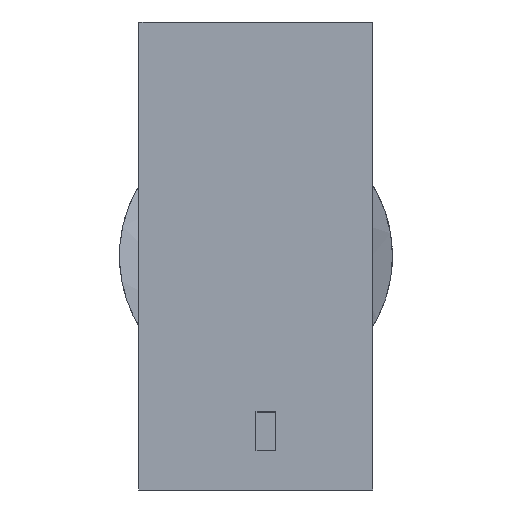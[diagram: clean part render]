
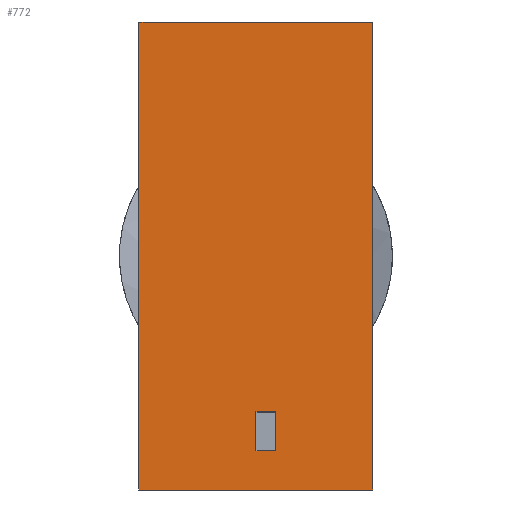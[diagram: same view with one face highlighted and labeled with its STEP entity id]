
A CAD part, front view. The second image highlights one B-rep face of the part: STEP entity #772.
In plain terms, the highlighted planar face has unit normal (0, -1, 0).
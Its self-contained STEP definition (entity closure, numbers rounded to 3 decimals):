
#116=FACE_BOUND('',#172,.T.);
#126=FACE_OUTER_BOUND('',#171,.T.);
#171=EDGE_LOOP('',(#561,#562,#563,#564));
#172=EDGE_LOOP('',(#565,#566,#567,#568));
#207=LINE('',#1113,#272);
#211=LINE('',#1121,#276);
#214=LINE('',#1127,#279);
#217=LINE('',#1132,#282);
#219=LINE('',#1137,#284);
#223=LINE('',#1145,#288);
#226=LINE('',#1151,#291);
#229=LINE('',#1156,#294);
#272=VECTOR('',#943,10.);
#276=VECTOR('',#949,10.);
#279=VECTOR('',#954,10.);
#282=VECTOR('',#959,10.);
#284=VECTOR('',#963,10.);
#288=VECTOR('',#969,10.);
#291=VECTOR('',#974,10.);
#294=VECTOR('',#979,10.);
#337=VERTEX_POINT('',#1111);
#338=VERTEX_POINT('',#1112);
#341=VERTEX_POINT('',#1120);
#343=VERTEX_POINT('',#1126);
#345=VERTEX_POINT('',#1135);
#346=VERTEX_POINT('',#1136);
#349=VERTEX_POINT('',#1144);
#351=VERTEX_POINT('',#1150);
#410=EDGE_CURVE('',#337,#338,#207,.T.);
#414=EDGE_CURVE('',#341,#337,#211,.T.);
#417=EDGE_CURVE('',#343,#341,#214,.T.);
#420=EDGE_CURVE('',#338,#343,#217,.T.);
#422=EDGE_CURVE('',#345,#346,#219,.T.);
#426=EDGE_CURVE('',#349,#345,#223,.T.);
#429=EDGE_CURVE('',#351,#349,#226,.T.);
#432=EDGE_CURVE('',#346,#351,#229,.T.);
#561=ORIENTED_EDGE('',*,*,#432,.F.);
#562=ORIENTED_EDGE('',*,*,#422,.F.);
#563=ORIENTED_EDGE('',*,*,#426,.F.);
#564=ORIENTED_EDGE('',*,*,#429,.F.);
#565=ORIENTED_EDGE('',*,*,#420,.F.);
#566=ORIENTED_EDGE('',*,*,#410,.F.);
#567=ORIENTED_EDGE('',*,*,#414,.F.);
#568=ORIENTED_EDGE('',*,*,#417,.F.);
#752=PLANE('',#895);
#772=ADVANCED_FACE('',(#126,#116),#752,.F.);
#895=AXIS2_PLACEMENT_3D('',#1159,#983,#984);
#943=DIRECTION('',(-1.,0.,0.));
#949=DIRECTION('',(0.,0.,1.));
#954=DIRECTION('',(1.,0.,0.));
#959=DIRECTION('',(0.,0.,-1.));
#963=DIRECTION('',(0.,0.,1.));
#969=DIRECTION('',(-1.,0.,0.));
#974=DIRECTION('',(0.,0.,-1.));
#979=DIRECTION('',(1.,0.,0.));
#983=DIRECTION('center_axis',(0.,1.,0.));
#984=DIRECTION('ref_axis',(0.,0.,1.));
#1111=CARTESIAN_POINT('',(5.,0.,-40.));
#1112=CARTESIAN_POINT('',(0.,0.,-40.));
#1113=CARTESIAN_POINT('',(5.,0.,-40.));
#1120=CARTESIAN_POINT('',(5.,0.,-50.));
#1121=CARTESIAN_POINT('',(5.,0.,-50.));
#1126=CARTESIAN_POINT('',(0.,0.,-50.));
#1127=CARTESIAN_POINT('',(0.,0.,-50.));
#1132=CARTESIAN_POINT('',(0.,0.,-40.));
#1135=CARTESIAN_POINT('',(-30.,0.,-60.));
#1136=CARTESIAN_POINT('',(-30.,0.,60.));
#1137=CARTESIAN_POINT('',(-30.,0.,-60.));
#1144=CARTESIAN_POINT('',(30.,0.,-60.));
#1145=CARTESIAN_POINT('',(30.,0.,-60.));
#1150=CARTESIAN_POINT('',(30.,0.,60.));
#1151=CARTESIAN_POINT('',(30.,0.,60.));
#1156=CARTESIAN_POINT('',(-30.,0.,60.));
#1159=CARTESIAN_POINT('Origin',(0.,0.,0.));
